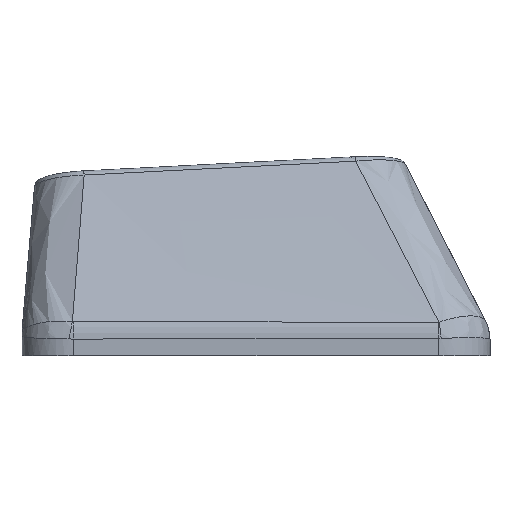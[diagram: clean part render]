
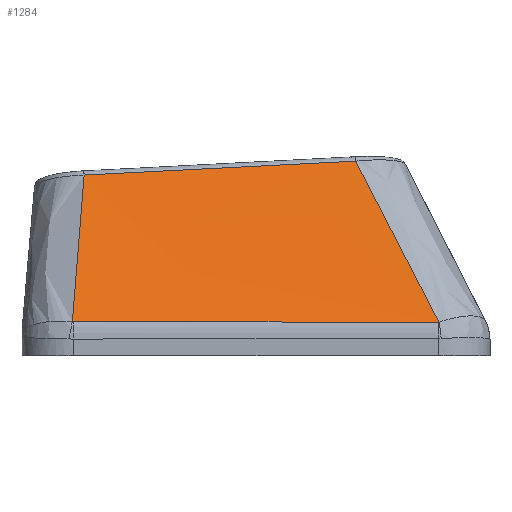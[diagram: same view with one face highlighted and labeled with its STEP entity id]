
A CAD part, left-side view. The second image highlights one B-rep face of the part: STEP entity #1284.
In plain terms, the highlighted free-form (B-spline) face has degree [3, 3] with [4, 4] control points.
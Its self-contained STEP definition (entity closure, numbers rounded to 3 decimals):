
#40=B_SPLINE_SURFACE_WITH_KNOTS('',3,3,((#2926,#2927,#2928,#2929),(#2930,
#2931,#2932,#2933),(#2934,#2935,#2936,#2937),(#2938,#2939,#2940,#2941)),
 .UNSPECIFIED.,.F.,.F.,.F.,(4,4),(4,4),(0.107,0.899),
(0.031,0.956),.UNSPECIFIED.);
#282=FACE_OUTER_BOUND('',#359,.T.);
#359=EDGE_LOOP('',(#1059,#1060,#1061,#1062,#1063,#1064));
#443=B_SPLINE_CURVE_WITH_KNOTS('',3,(#2306,#2307,#2308,#2309),
 .UNSPECIFIED.,.F.,.F.,(4,4),(0.,0.003),
 .UNSPECIFIED.);
#444=B_SPLINE_CURVE_WITH_KNOTS('',3,(#2327,#2328,#2329,#2330),
 .UNSPECIFIED.,.F.,.F.,(4,4),(-1.416,0.),.UNSPECIFIED.);
#447=B_SPLINE_CURVE_WITH_KNOTS('',3,(#2360,#2361,#2362,#2363),
 .UNSPECIFIED.,.F.,.F.,(4,4),(0.,0.004),.UNSPECIFIED.);
#458=B_SPLINE_CURVE_WITH_KNOTS('',3,(#2590,#2591,#2592,#2593),
 .UNSPECIFIED.,.F.,.F.,(4,4),(0.025,0.785),
 .UNSPECIFIED.);
#472=B_SPLINE_CURVE_WITH_KNOTS('',3,(#2856,#2857,#2858,#2859),
 .UNSPECIFIED.,.F.,.F.,(4,4),(0.,1.056),.UNSPECIFIED.);
#477=B_SPLINE_CURVE_WITH_KNOTS('',3,(#2942,#2943,#2944,#2945),
 .UNSPECIFIED.,.F.,.F.,(4,4),(-0.661,-0.023),
 .UNSPECIFIED.);
#567=VERTEX_POINT('',#2268);
#569=VERTEX_POINT('',#2299);
#571=VERTEX_POINT('',#2326);
#573=VERTEX_POINT('',#2353);
#589=VERTEX_POINT('',#2584);
#601=VERTEX_POINT('',#2854);
#722=EDGE_CURVE('',#567,#569,#443,.T.);
#723=EDGE_CURVE('',#569,#571,#444,.T.);
#728=EDGE_CURVE('',#571,#573,#447,.T.);
#754=EDGE_CURVE('',#589,#567,#458,.T.);
#775=EDGE_CURVE('',#601,#589,#472,.T.);
#781=EDGE_CURVE('',#573,#601,#477,.T.);
#1059=ORIENTED_EDGE('',*,*,#722,.F.);
#1060=ORIENTED_EDGE('',*,*,#754,.F.);
#1061=ORIENTED_EDGE('',*,*,#775,.F.);
#1062=ORIENTED_EDGE('',*,*,#781,.F.);
#1063=ORIENTED_EDGE('',*,*,#728,.F.);
#1064=ORIENTED_EDGE('',*,*,#723,.F.);
#1284=ADVANCED_FACE('',(#282),#40,.F.);
#2268=CARTESIAN_POINT('',(-8.943,-7.107,0.299));
#2299=CARTESIAN_POINT('',(-8.944,-7.079,0.298));
#2306=CARTESIAN_POINT('Ctrl Pts',(-8.943,-7.107,0.299));
#2307=CARTESIAN_POINT('Ctrl Pts',(-8.944,-7.098,0.298));
#2308=CARTESIAN_POINT('Ctrl Pts',(-8.944,-7.088,0.298));
#2309=CARTESIAN_POINT('Ctrl Pts',(-8.944,-7.079,0.298));
#2326=CARTESIAN_POINT('',(-8.921,7.082,0.318));
#2327=CARTESIAN_POINT('Ctrl Pts',(-8.944,-7.079,0.298));
#2328=CARTESIAN_POINT('Ctrl Pts',(-8.937,-2.359,0.304));
#2329=CARTESIAN_POINT('Ctrl Pts',(-8.929,2.361,0.311));
#2330=CARTESIAN_POINT('Ctrl Pts',(-8.921,7.082,0.318));
#2353=CARTESIAN_POINT('',(-8.919,7.125,0.322));
#2360=CARTESIAN_POINT('Ctrl Pts',(-8.921,7.082,0.318));
#2361=CARTESIAN_POINT('Ctrl Pts',(-8.921,7.096,0.318));
#2362=CARTESIAN_POINT('Ctrl Pts',(-8.92,7.111,0.319));
#2363=CARTESIAN_POINT('Ctrl Pts',(-8.919,7.125,0.322));
#2584=CARTESIAN_POINT('',(-6.065,-3.872,6.549));
#2590=CARTESIAN_POINT('Ctrl Pts',(-6.065,-3.872,6.549));
#2591=CARTESIAN_POINT('Ctrl Pts',(-7.027,-4.953,4.467));
#2592=CARTESIAN_POINT('Ctrl Pts',(-7.986,-6.03,2.384));
#2593=CARTESIAN_POINT('Ctrl Pts',(-8.943,-7.107,0.299));
#2854=CARTESIAN_POINT('',(-6.069,6.671,6.009));
#2856=CARTESIAN_POINT('Ctrl Pts',(-6.069,6.671,6.009));
#2857=CARTESIAN_POINT('Ctrl Pts',(-6.068,3.156,6.189));
#2858=CARTESIAN_POINT('Ctrl Pts',(-6.066,-0.358,
6.368));
#2859=CARTESIAN_POINT('Ctrl Pts',(-6.065,-3.872,6.549));
#2926=CARTESIAN_POINT('Ctrl Pts',(-6.065,7.032,6.));
#2927=CARTESIAN_POINT('Ctrl Pts',(-7.025,7.063,4.09));
#2928=CARTESIAN_POINT('Ctrl Pts',(-7.984,7.095,2.181));
#2929=CARTESIAN_POINT('Ctrl Pts',(-8.944,7.126,0.272));
#2930=CARTESIAN_POINT('Ctrl Pts',(-6.065,3.271,6.189));
#2931=CARTESIAN_POINT('Ctrl Pts',(-7.025,2.975,4.219));
#2932=CARTESIAN_POINT('Ctrl Pts',(-7.984,2.678,2.25));
#2933=CARTESIAN_POINT('Ctrl Pts',(-8.944,2.382,0.28));
#2934=CARTESIAN_POINT('Ctrl Pts',(-6.065,-0.49,
6.378));
#2935=CARTESIAN_POINT('Ctrl Pts',(-7.025,-1.114,4.349));
#2936=CARTESIAN_POINT('Ctrl Pts',(-7.984,-1.738,2.319));
#2937=CARTESIAN_POINT('Ctrl Pts',(-8.944,-2.363,0.289));
#2938=CARTESIAN_POINT('Ctrl Pts',(-6.065,-4.25,6.568));
#2939=CARTESIAN_POINT('Ctrl Pts',(-7.025,-5.203,4.478));
#2940=CARTESIAN_POINT('Ctrl Pts',(-7.984,-6.155,2.388));
#2941=CARTESIAN_POINT('Ctrl Pts',(-8.944,-7.107,0.298));
#2942=CARTESIAN_POINT('Ctrl Pts',(-8.919,7.125,0.322));
#2943=CARTESIAN_POINT('Ctrl Pts',(-7.967,6.971,2.217));
#2944=CARTESIAN_POINT('Ctrl Pts',(-7.016,6.819,4.112));
#2945=CARTESIAN_POINT('Ctrl Pts',(-6.069,6.671,6.009));
